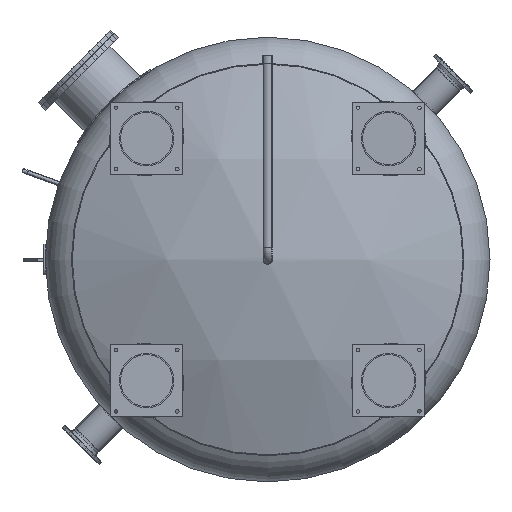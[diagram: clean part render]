
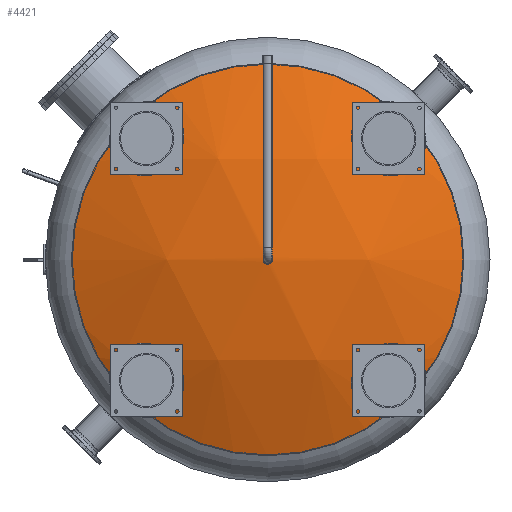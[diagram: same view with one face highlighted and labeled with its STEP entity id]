
A CAD part, front view. The second image highlights one B-rep face of the part: STEP entity #4421.
In plain terms, the highlighted spherical face has radius 2913 mm.
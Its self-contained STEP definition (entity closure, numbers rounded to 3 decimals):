
#406=FACE_BOUND('',#861,.T.);
#589=SPHERICAL_SURFACE('',#5175,2913.);
#617=FACE_OUTER_BOUND('',#860,.T.);
#860=EDGE_LOOP('',(#3068,#3069));
#861=EDGE_LOOP('',(#3070));
#1743=CIRCLE('',#5166,30.15);
#1745=CIRCLE('',#5169,1280.157);
#1746=CIRCLE('',#5170,1280.157);
#2031=VERTEX_POINT('',#7203);
#2033=VERTEX_POINT('',#7209);
#2034=VERTEX_POINT('',#7210);
#2446=EDGE_CURVE('',#2031,#2031,#1743,.T.);
#2449=EDGE_CURVE('',#2033,#2034,#1745,.T.);
#2450=EDGE_CURVE('',#2034,#2033,#1746,.T.);
#3068=ORIENTED_EDGE('',*,*,#2449,.T.);
#3069=ORIENTED_EDGE('',*,*,#2450,.T.);
#3070=ORIENTED_EDGE('',*,*,#2446,.T.);
#4421=ADVANCED_FACE('',(#617,#406),#589,.T.);
#5166=AXIS2_PLACEMENT_3D('',#7204,#5796,#5797);
#5169=AXIS2_PLACEMENT_3D('',#7211,#5803,#5804);
#5170=AXIS2_PLACEMENT_3D('',#7212,#5805,#5806);
#5175=AXIS2_PLACEMENT_3D('',#7220,#5815,#5816);
#5796=DIRECTION('center_axis',(0.,-1.,0.));
#5797=DIRECTION('ref_axis',(1.,0.,0.));
#5803=DIRECTION('center_axis',(0.,1.,0.));
#5804=DIRECTION('ref_axis',(-1.,0.,0.));
#5805=DIRECTION('center_axis',(0.,1.,0.));
#5806=DIRECTION('ref_axis',(-1.,0.,0.));
#5815=DIRECTION('center_axis',(0.,0.,1.));
#5816=DIRECTION('ref_axis',(1.,0.,0.));
#7203=CARTESIAN_POINT('',(-30.15,620.079,0.));
#7204=CARTESIAN_POINT('Origin',(0.,620.079,0.));
#7209=CARTESIAN_POINT('',(-1280.157,323.868,0.));
#7210=CARTESIAN_POINT('',(0.,323.868,-1280.157));
#7211=CARTESIAN_POINT('Origin',(0.,323.868,0.));
#7212=CARTESIAN_POINT('Origin',(0.,323.868,0.));
#7220=CARTESIAN_POINT('Origin',(0.,-2292.765,0.));
